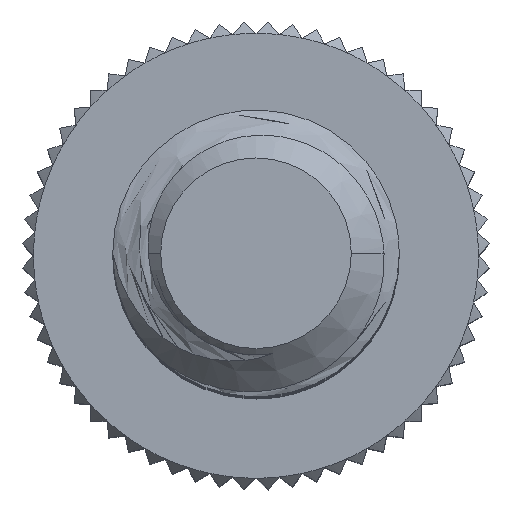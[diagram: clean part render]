
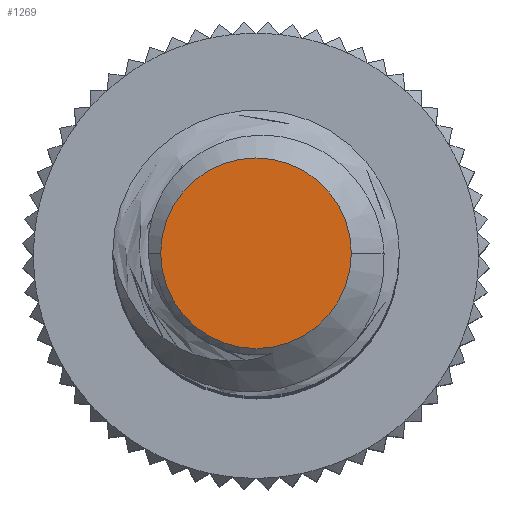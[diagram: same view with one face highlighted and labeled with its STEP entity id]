
A CAD part, top view. The second image highlights one B-rep face of the part: STEP entity #1269.
In plain terms, the highlighted planar face has unit normal (0, 0, 1).
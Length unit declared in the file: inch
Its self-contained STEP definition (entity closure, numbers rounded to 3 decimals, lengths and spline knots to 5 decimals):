
#1013 = CIRCLE ( 'NONE', #8354, 0.03725 ) ;
#1269 = ADVANCED_FACE ( 'NONE', ( #8049 ), #1982, .T. ) ;
#1371 = EDGE_CURVE ( 'NONE', #7881, #7612, #7362, .T. ) ;
#1982 = PLANE ( 'NONE',  #9140 ) ;
#2713 = DIRECTION ( 'NONE',  ( 1., 0., 0. ) ) ;
#2888 = CARTESIAN_POINT ( 'NONE',  ( 0., 0., 0. ) ) ;
#4468 = EDGE_CURVE ( 'NONE', #7612, #7881, #1013, .T. ) ;
#5669 = ORIENTED_EDGE ( 'NONE', *, *, #1371, .T. ) ;
#5934 = CARTESIAN_POINT ( 'NONE',  ( -0.03725, 0., 0. ) ) ;
#6193 = CARTESIAN_POINT ( 'NONE',  ( 0., 0., 0. ) ) ;
#6993 = DIRECTION ( 'NONE',  ( 1., 0., 0. ) ) ;
#7362 = CIRCLE ( 'NONE', #7714, 0.03725 ) ;
#7612 = VERTEX_POINT ( 'NONE', #8018 ) ;
#7714 = AXIS2_PLACEMENT_3D ( 'NONE', #8999, #10782, #10055 ) ;
#7881 = VERTEX_POINT ( 'NONE', #5934 ) ;
#8018 = CARTESIAN_POINT ( 'NONE',  ( 0.03725, 0., 0. ) ) ;
#8049 = FACE_OUTER_BOUND ( 'NONE', #10981, .T. ) ;
#8354 = AXIS2_PLACEMENT_3D ( 'NONE', #6193, #8764, #2713 ) ;
#8764 = DIRECTION ( 'NONE',  ( 0., 0., 1. ) ) ;
#8999 = CARTESIAN_POINT ( 'NONE',  ( 0., 0., 0. ) ) ;
#9140 = AXIS2_PLACEMENT_3D ( 'NONE', #2888, #9729, #6993 ) ;
#9372 = ORIENTED_EDGE ( 'NONE', *, *, #4468, .T. ) ;
#9729 = DIRECTION ( 'NONE',  ( 0., 0., 1. ) ) ;
#10055 = DIRECTION ( 'NONE',  ( 1., 0., 0. ) ) ;
#10782 = DIRECTION ( 'NONE',  ( 0., 0., 1. ) ) ;
#10981 = EDGE_LOOP ( 'NONE', ( #5669, #9372 ) ) ;
